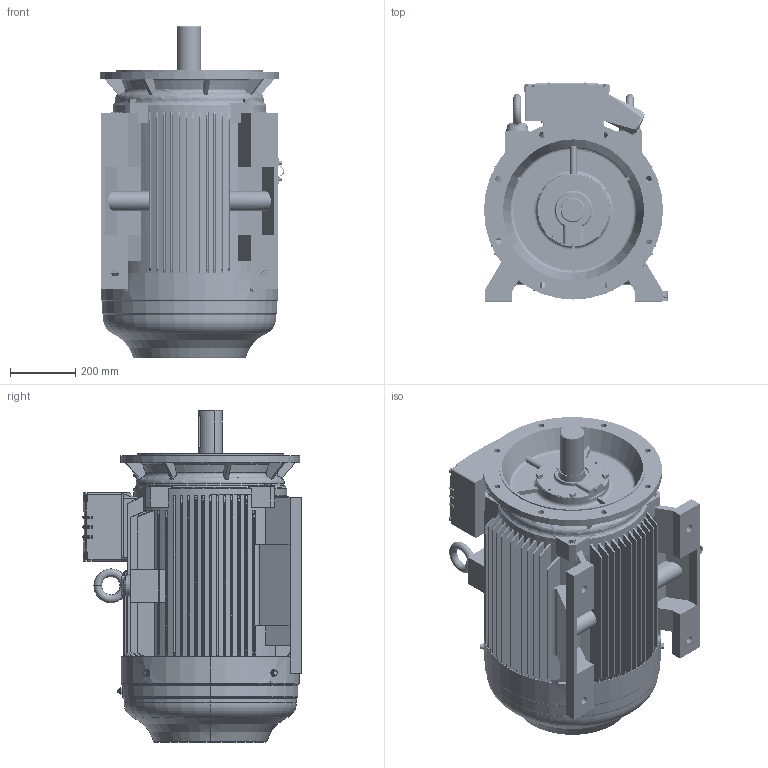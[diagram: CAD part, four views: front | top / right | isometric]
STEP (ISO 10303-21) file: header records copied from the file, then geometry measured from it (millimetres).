
FILE_DESCRIPTION((''),'2;1');
FILE_NAME('2WE280MB35-4','2012-12-22T',('Administrator'),(''),'PRO/ENGINEER BY PARAMETRIC TECHNOLOGY CORPORATION, 2007370','PRO/ENGINEER BY PARAMETRIC TECHNOLOGY CORPORATION, 2007370','');
FILE_SCHEMA(('CONFIG_CONTROL_DESIGN'));
Products named in the file (1): 2WE280MB35-4
Bounding box: 565.5 x 672.34 x 1020 mm (x, y, z)
Volume: 143647569.7 mm3; surface area: 5847608.9 mm2
Topology: 1 solids, 10 shells, 7317 faces, 21090 edges, 13915 vertices
Faces by surface type: plane 3716, cylinder 3158, cone 314, torus 97, bspline 28, sphere 4
Entity records: 251279 total; most frequent: CARTESIAN_POINT 53481, ORIENTED_EDGE 42168, DIRECTION 40380, EDGE_CURVE 21084, VERTEX_POINT 13914, AXIS2_PLACEMENT_3D 13658, VECTOR 13064, LINE 13064
